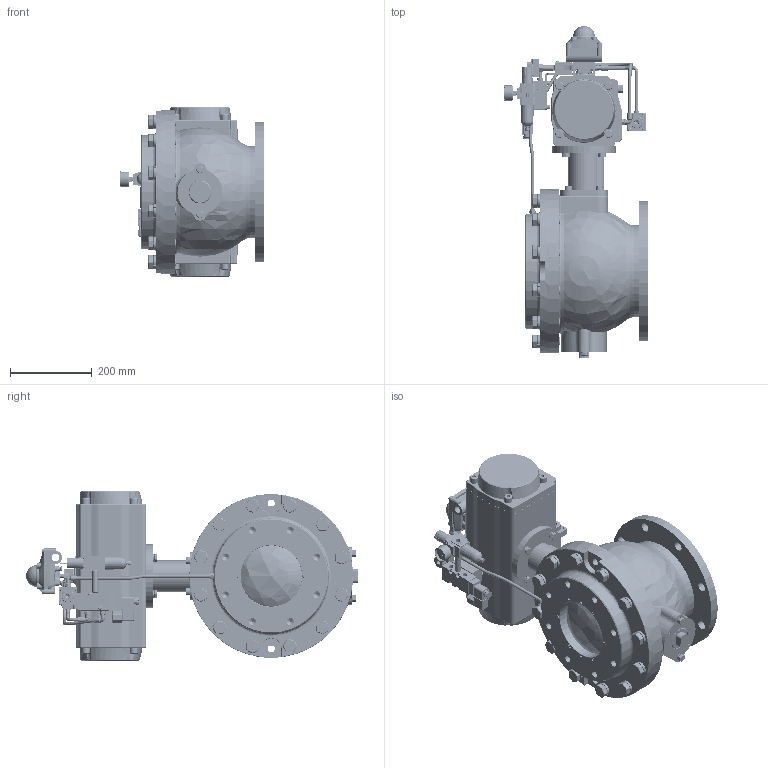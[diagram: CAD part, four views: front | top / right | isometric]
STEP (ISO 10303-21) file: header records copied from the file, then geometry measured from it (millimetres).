
FILE_DESCRIPTION((''),'2;1');
FILE_NAME('ASBV-1000-150-200.stp','2014-03-31T14:19:02',('Administrator'),(''),'Autodesk Inventor 2009','Autodesk Inventor 2009','');
FILE_SCHEMA(('AUTOMOTIVE_DESIGN { 1 0 10303 214 1 1 1 1 }'));
Length unit declared in the file: millimetre
Products named in the file (54): bodyass-130611-기계식; body; ball; butombonnet; top bonnet; shotshaft; shaftlong; oring-g80; p56; cover; SEAT; SEATCOVER; SEATRING; m5-10; m6-20; m20-55; 20-washer; m10; 10SPring washer; pin20-80; oring-; hp145; apl-210-braket; apl-210; m5-limits용; 5-와셔; smc-aw-20; ㅡ5-30; solvalve; solvalvebody; sol-nut; oring; solcoil-1; 니블-1; sol-block; BRAKET130605-150A 용; m6-10리미츠; AQ-2000; 메카니컬 캠; 메카니컬 밸브 커버 ...
Assembly tree (126 placements, depth 3):
  bodyass-130611-기계식
    body
    ball
    butombonnet
    top bonnet
    shotshaft
    shaftlong
    oring-g80  x2
    p56  x4
    cover
    SEAT
    SEATCOVER
    SEATRING
    m5-10  x6
    m6-20  x6
    m20-55  x12
    20-washer  x12
    m10  x6
    10SPring washer  x10
    pin20-80  x2
    oring-
    hp145
    apl-210-braket
    apl-210
    m5-limits용  x4
    5-와셔  x4
    smc-aw-20
    ㅡ5-30  x4
    solvalve
      solvalvebody
      sol-nut
      oring  x2
      solcoil-1
    니블-1
    sol-block
    BRAKET130605-150A 용
    m6-10리미츠  x4
    AQ-2000  x2
    메카니컬 캠
    메카니컬 밸브 커버
    메커니컬밸브
    PITTING L-8  x4
    s-50
    m6-6각구멍 bolt-15  x2
    m10-40  x4
    니블-50
    y fitting
    8MM pittingipt  x2
    스피드 컨트롤러
    tube l34.5 
    tube actuator
    tube actuator2
    rerrere
    tube-4
Bounding box: 353.1 x 810.83 x 414 mm (x, y, z)
Volume: 36649365.9 mm3; surface area: 2579660.2 mm2
Topology: 127 solids, 129 shells, 5503 faces, 13055 edges, 8083 vertices
Faces by surface type: plane 3181, bspline 955, cylinder 921, cone 253, torus 186, sphere 7
Full cylindrical faces by diameter (mm): 2 x4, 2.5 x1, 3 x4, 4 x1, 4.134 x1, 4.3 x2, 4.5 x2, 5 x16, 5.5 x2, 6 x34, 6.5 x1, 7 x3, 7.5 x1, 8 x39, 8.5 x6, 9 x6, 9.1 x1, 9.5 x1, 10 x42, 10.1 x1, 10.566 x1, 11 x4, 11.5 x2, 11.922 x1, 12 x8, 12.5 x1, 12.649 x2, 12.877 x4, 13 x11, 13.5 x6
Entity records: 130723 total; most frequent: CARTESIAN_POINT 45200, ORIENTED_EDGE 16616, DIRECTION 16244, EDGE_CURVE 8308, AXIS2_PLACEMENT_3D 5646, VERTEX_POINT 5627, VECTOR 4952, LINE 4952
